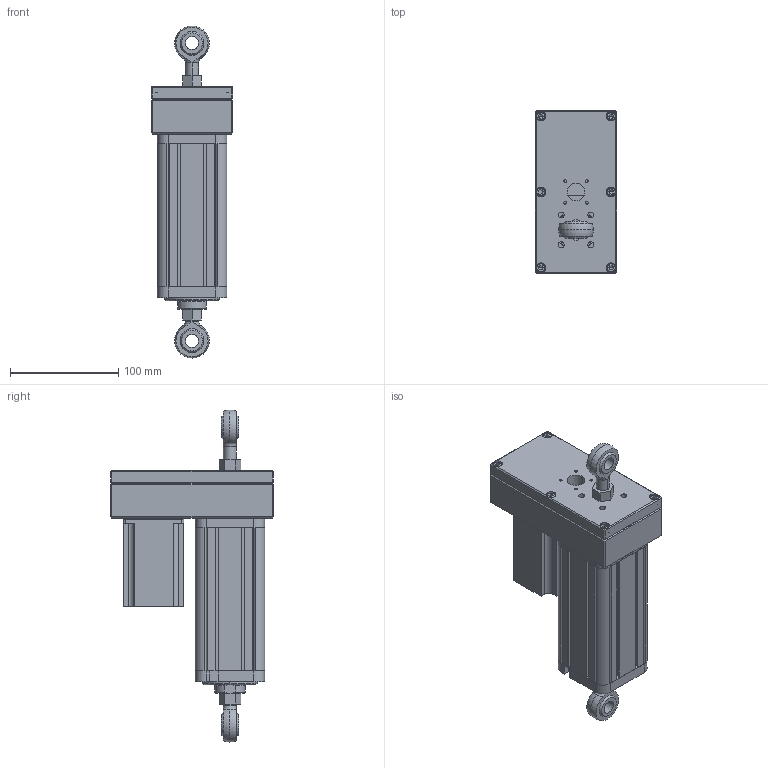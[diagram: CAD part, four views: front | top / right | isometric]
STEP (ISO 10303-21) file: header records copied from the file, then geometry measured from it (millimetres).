
FILE_DESCRIPTION (( 'STEP AP203' ), '1' );
FILE_NAME ('Çý¶¯Æ÷USZ57-50(20200402).STEP', '2020-04-02T07:55:47', ( '' ), ( '' ), 'SwSTEP 2.0', 'SolidWorks 2015', '' );
FILE_SCHEMA (( 'CONFIG_CONTROL_DESIGN' ));
Length unit declared in the file: millimetre
Products named in the file (1): 驱动器USZ57-50(20200402)
Bounding box: 75 x 150 x 306.44 mm (x, y, z)
Surface area: 136379.5 mm2 (no closed solid volume)
Topology: 0 solids, 23 shells, 416 faces, 1308 edges, 859 vertices
Faces by surface type: plane 264, cylinder 92, cone 28, torus 24, sphere 8
Entity records: 14377 total; most frequent: CARTESIAN_POINT 2722, DIRECTION 2494, ORIENTED_EDGE 2164, EDGE_CURVE 1286, VERTEX_POINT 859, VECTOR 832, LINE 832, AXIS2_PLACEMENT_3D 831
